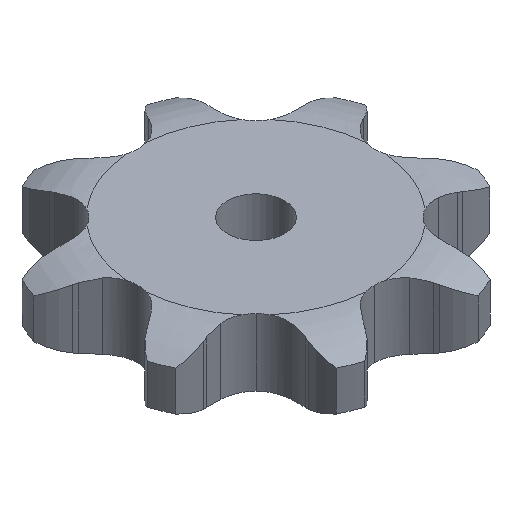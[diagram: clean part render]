
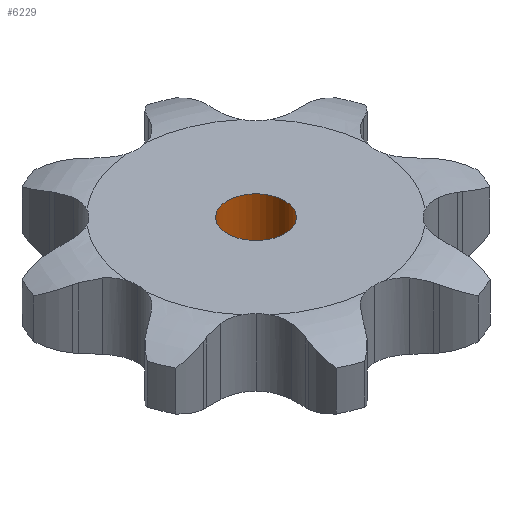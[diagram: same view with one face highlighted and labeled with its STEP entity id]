
A CAD part, isometric view. The second image highlights one B-rep face of the part: STEP entity #6229.
In plain terms, the highlighted cylindrical face has radius 12.5 mm (diameter 25 mm), a full revolution.
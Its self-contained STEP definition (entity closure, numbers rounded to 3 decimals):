
#494 = PLANE('',#495);
#495 = AXIS2_PLACEMENT_3D('',#496,#497,#498);
#496 = CARTESIAN_POINT('',(0.001,0.,29.4));
#497 = DIRECTION('',(-0.,-0.,-1.));
#498 = DIRECTION('',(-1.,0.,0.));
#706 = PLANE('',#707);
#707 = AXIS2_PLACEMENT_3D('',#708,#709,#710);
#708 = CARTESIAN_POINT('',(0.001,0.,0.));
#709 = DIRECTION('',(-0.,-0.,-1.));
#710 = DIRECTION('',(-1.,0.,0.));
#1750 = EDGE_CURVE('',#1751,#1751,#1753,.T.);
#1751 = VERTEX_POINT('',#1752);
#1752 = CARTESIAN_POINT('',(12.5,0.,29.4));
#1753 = SURFACE_CURVE('',#1754,(#1759,#1770),.PCURVE_S1.);
#1754 = CIRCLE('',#1755,12.5);
#1755 = AXIS2_PLACEMENT_3D('',#1756,#1757,#1758);
#1756 = CARTESIAN_POINT('',(0.,0.,29.4));
#1757 = DIRECTION('',(0.,0.,1.));
#1758 = DIRECTION('',(1.,0.,0.));
#1759 = PCURVE('',#494,#1760);
#1760 = DEFINITIONAL_REPRESENTATION('',(#1761),#1769);
#1761 = ( BOUNDED_CURVE() B_SPLINE_CURVE(2,(#1762,#1763,#1764,#1765,
#1766,#1767,#1768),.UNSPECIFIED.,.T.,.F.) B_SPLINE_CURVE_WITH_KNOTS((1,2
    ,2,2,2,1),(-2.094,0.,2.094,4.189,
6.283,8.378),.UNSPECIFIED.) CURVE() 
GEOMETRIC_REPRESENTATION_ITEM() RATIONAL_B_SPLINE_CURVE((1.,0.5,1.,0.5,
1.,0.5,1.)) REPRESENTATION_ITEM('') );
#1762 = CARTESIAN_POINT('',(-12.499,0.));
#1763 = CARTESIAN_POINT('',(-12.499,21.65));
#1764 = CARTESIAN_POINT('',(6.251,10.825));
#1765 = CARTESIAN_POINT('',(25.001,0.));
#1766 = CARTESIAN_POINT('',(6.251,-10.825));
#1767 = CARTESIAN_POINT('',(-12.499,-21.651));
#1768 = CARTESIAN_POINT('',(-12.499,0.));
#1769 = ( GEOMETRIC_REPRESENTATION_CONTEXT(2) 
PARAMETRIC_REPRESENTATION_CONTEXT() REPRESENTATION_CONTEXT('2D SPACE',''
  ) );
#1770 = PCURVE('',#1771,#1776);
#1771 = CYLINDRICAL_SURFACE('',#1772,12.5);
#1772 = AXIS2_PLACEMENT_3D('',#1773,#1774,#1775);
#1773 = CARTESIAN_POINT('',(0.,0.,285.042));
#1774 = DIRECTION('',(0.,0.,1.));
#1775 = DIRECTION('',(1.,0.,0.));
#1776 = DEFINITIONAL_REPRESENTATION('',(#1777),#1781);
#1777 = LINE('',#1778,#1779);
#1778 = CARTESIAN_POINT('',(0.,-255.642));
#1779 = VECTOR('',#1780,1.);
#1780 = DIRECTION('',(1.,0.));
#1781 = ( GEOMETRIC_REPRESENTATION_CONTEXT(2) 
PARAMETRIC_REPRESENTATION_CONTEXT() REPRESENTATION_CONTEXT('2D SPACE',''
  ) );
#2549 = EDGE_CURVE('',#2550,#2550,#2552,.T.);
#2550 = VERTEX_POINT('',#2551);
#2551 = CARTESIAN_POINT('',(12.5,0.,0.));
#2552 = SURFACE_CURVE('',#2553,(#2558,#2569),.PCURVE_S1.);
#2553 = CIRCLE('',#2554,12.5);
#2554 = AXIS2_PLACEMENT_3D('',#2555,#2556,#2557);
#2555 = CARTESIAN_POINT('',(0.,0.,0.));
#2556 = DIRECTION('',(0.,0.,1.));
#2557 = DIRECTION('',(1.,0.,0.));
#2558 = PCURVE('',#706,#2559);
#2559 = DEFINITIONAL_REPRESENTATION('',(#2560),#2568);
#2560 = ( BOUNDED_CURVE() B_SPLINE_CURVE(2,(#2561,#2562,#2563,#2564,
#2565,#2566,#2567),.UNSPECIFIED.,.T.,.F.) B_SPLINE_CURVE_WITH_KNOTS((1,2
    ,2,2,2,1),(-2.094,0.,2.094,4.189,
6.283,8.378),.UNSPECIFIED.) CURVE() 
GEOMETRIC_REPRESENTATION_ITEM() RATIONAL_B_SPLINE_CURVE((1.,0.5,1.,0.5,
1.,0.5,1.)) REPRESENTATION_ITEM('') );
#2561 = CARTESIAN_POINT('',(-12.499,0.));
#2562 = CARTESIAN_POINT('',(-12.499,21.65));
#2563 = CARTESIAN_POINT('',(6.251,10.825));
#2564 = CARTESIAN_POINT('',(25.001,0.));
#2565 = CARTESIAN_POINT('',(6.251,-10.825));
#2566 = CARTESIAN_POINT('',(-12.499,-21.651));
#2567 = CARTESIAN_POINT('',(-12.499,0.));
#2568 = ( GEOMETRIC_REPRESENTATION_CONTEXT(2) 
PARAMETRIC_REPRESENTATION_CONTEXT() REPRESENTATION_CONTEXT('2D SPACE',''
  ) );
#2569 = PCURVE('',#1771,#2570);
#2570 = DEFINITIONAL_REPRESENTATION('',(#2571),#2575);
#2571 = LINE('',#2572,#2573);
#2572 = CARTESIAN_POINT('',(0.,-285.042));
#2573 = VECTOR('',#2574,1.);
#2574 = DIRECTION('',(1.,0.));
#2575 = ( GEOMETRIC_REPRESENTATION_CONTEXT(2) 
PARAMETRIC_REPRESENTATION_CONTEXT() REPRESENTATION_CONTEXT('2D SPACE',''
  ) );
#6229 = ADVANCED_FACE('',(#6230),#1771,.F.);
#6230 = FACE_BOUND('',#6231,.F.);
#6231 = EDGE_LOOP('',(#6232,#6233,#6254,#6255));
#6232 = ORIENTED_EDGE('',*,*,#1750,.F.);
#6233 = ORIENTED_EDGE('',*,*,#6234,.T.);
#6234 = EDGE_CURVE('',#1751,#2550,#6235,.T.);
#6235 = SEAM_CURVE('',#6236,(#6240,#6247),.PCURVE_S1.);
#6236 = LINE('',#6237,#6238);
#6237 = CARTESIAN_POINT('',(12.5,0.,285.042));
#6238 = VECTOR('',#6239,1.);
#6239 = DIRECTION('',(-0.,-0.,-1.));
#6240 = PCURVE('',#1771,#6241);
#6241 = DEFINITIONAL_REPRESENTATION('',(#6242),#6246);
#6242 = LINE('',#6243,#6244);
#6243 = CARTESIAN_POINT('',(6.283,0.));
#6244 = VECTOR('',#6245,1.);
#6245 = DIRECTION('',(0.,-1.));
#6246 = ( GEOMETRIC_REPRESENTATION_CONTEXT(2) 
PARAMETRIC_REPRESENTATION_CONTEXT() REPRESENTATION_CONTEXT('2D SPACE',''
  ) );
#6247 = PCURVE('',#1771,#6248);
#6248 = DEFINITIONAL_REPRESENTATION('',(#6249),#6253);
#6249 = LINE('',#6250,#6251);
#6250 = CARTESIAN_POINT('',(0.,0.));
#6251 = VECTOR('',#6252,1.);
#6252 = DIRECTION('',(0.,-1.));
#6253 = ( GEOMETRIC_REPRESENTATION_CONTEXT(2) 
PARAMETRIC_REPRESENTATION_CONTEXT() REPRESENTATION_CONTEXT('2D SPACE',''
  ) );
#6254 = ORIENTED_EDGE('',*,*,#2549,.T.);
#6255 = ORIENTED_EDGE('',*,*,#6234,.F.);
